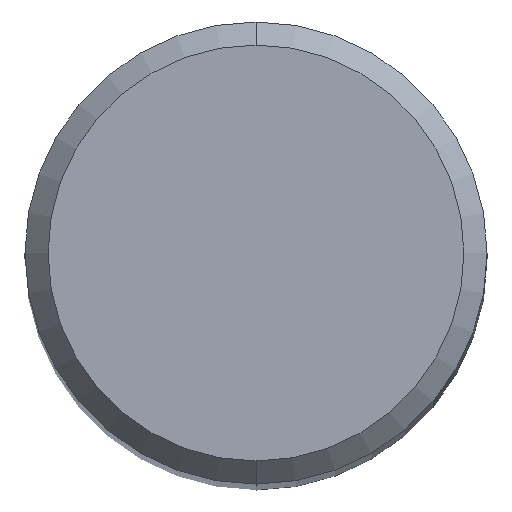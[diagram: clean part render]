
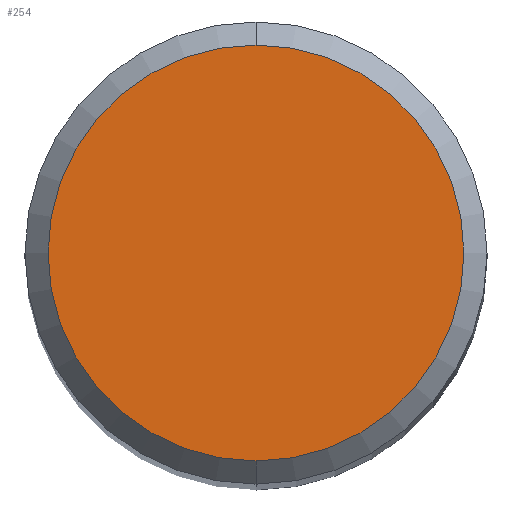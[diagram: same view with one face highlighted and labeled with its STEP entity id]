
A CAD part, top view. The second image highlights one B-rep face of the part: STEP entity #254.
In plain terms, the highlighted planar face has unit normal (0, 0, 1).
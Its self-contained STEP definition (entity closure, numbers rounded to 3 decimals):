
#178=VERTEX_POINT('',#422);
#252=EDGE_CURVE('',#178,#362,#509,.T.);
#254=ADVANCED_FACE('',(#511),#512,.T.);
#308=EDGE_CURVE('',#362,#178,#574,.T.);
#362=VERTEX_POINT('',#632);
#422=CARTESIAN_POINT('',(0.,-3.6,0.0));
#509=CIRCLE('',#807,3.6);
#511=FACE_OUTER_BOUND('',#809,.T.);
#512=PLANE('',#810);
#574=CIRCLE('',#883,3.6);
#632=CARTESIAN_POINT('',(0.0,3.6,0.0));
#807=AXIS2_PLACEMENT_3D('',#1141,#1142,#1143);
#809=EDGE_LOOP('',(#1145,#1146));
#810=AXIS2_PLACEMENT_3D('',#1147,#1148,#1149);
#883=AXIS2_PLACEMENT_3D('',#1217,#1218,#1219);
#1141=CARTESIAN_POINT('',(0.0,0.0,0.0));
#1142=DIRECTION('',(0.0,0.0,-1.0));
#1143=DIRECTION('',(0.0,1.0,0.0));
#1145=ORIENTED_EDGE('',*,*,#308,.F.);
#1146=ORIENTED_EDGE('',*,*,#252,.F.);
#1147=CARTESIAN_POINT('',(0.0,1.8,0.0));
#1148=DIRECTION('',(-0.0,0.0,1.0));
#1149=DIRECTION('',(0.0,-1.0,0.0));
#1217=CARTESIAN_POINT('',(0.0,0.0,0.0));
#1218=DIRECTION('',(0.0,0.0,-1.0));
#1219=DIRECTION('',(0.0,1.0,0.0));
